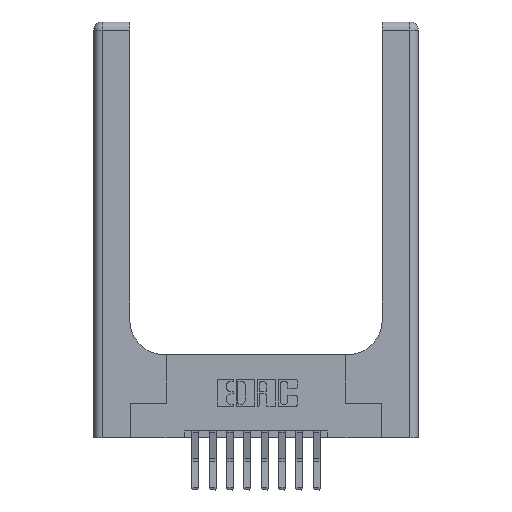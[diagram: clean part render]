
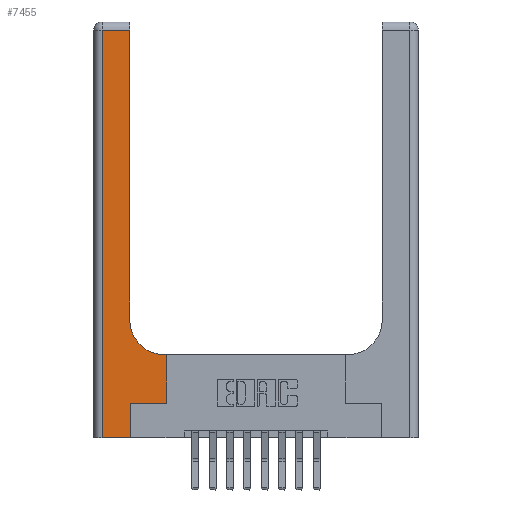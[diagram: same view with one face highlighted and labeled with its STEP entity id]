
A CAD part, top view. The second image highlights one B-rep face of the part: STEP entity #7455.
In plain terms, the highlighted planar face has unit normal (0, 0, 1).
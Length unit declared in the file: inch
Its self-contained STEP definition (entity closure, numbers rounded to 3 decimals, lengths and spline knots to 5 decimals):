
#193 = DIRECTION ( 'NONE',  ( 0., 1., 0. ) ) ;
#300 = CARTESIAN_POINT ( 'NONE',  ( 0.265, 0., 0.37 ) ) ;
#562 = EDGE_CURVE ( 'NONE', #3355, #11779, #3220, .T. ) ;
#601 = DIRECTION ( 'NONE',  ( 1., 0., 0. ) ) ;
#646 = VECTOR ( 'NONE', #6547, 39.37008 ) ;
#756 = VECTOR ( 'NONE', #193, 39.37008 ) ;
#922 = VERTEX_POINT ( 'NONE', #3743 ) ;
#952 = ORIENTED_EDGE ( 'NONE', *, *, #6786, .T. ) ;
#1443 = ORIENTED_EDGE ( 'NONE', *, *, #4486, .T. ) ;
#1525 = LINE ( 'NONE', #9570, #3009 ) ;
#1657 = LINE ( 'NONE', #2915, #5609 ) ;
#1925 = PLANE ( 'NONE',  #11866 ) ;
#1996 = LINE ( 'NONE', #4116, #646 ) ;
#2308 = LINE ( 'NONE', #7317, #756 ) ;
#2587 = EDGE_CURVE ( 'NONE', #11205, #3355, #1525, .T. ) ;
#2915 = CARTESIAN_POINT ( 'NONE',  ( 0.265, 0., 0.37 ) ) ;
#3009 = VECTOR ( 'NONE', #13464, 39.37008 ) ;
#3093 = ORIENTED_EDGE ( 'NONE', *, *, #562, .T. ) ;
#3167 = DIRECTION ( 'NONE',  ( -1., 0., 0. ) ) ;
#3206 = LINE ( 'NONE', #10084, #6364 ) ;
#3220 = CIRCLE ( 'NONE', #7214, 0.25 ) ;
#3234 = LINE ( 'NONE', #13756, #13898 ) ;
#3355 = VERTEX_POINT ( 'NONE', #3729 ) ;
#3729 = CARTESIAN_POINT ( 'NONE',  ( 0.51, 0.6, 0.37 ) ) ;
#3743 = CARTESIAN_POINT ( 'NONE',  ( 0.26, 2.94, 0.37 ) ) ;
#4116 = CARTESIAN_POINT ( 'NONE',  ( 0.06, 3., 0.37 ) ) ;
#4220 = ORIENTED_EDGE ( 'NONE', *, *, #6706, .T. ) ;
#4263 = FACE_OUTER_BOUND ( 'NONE', #6381, .T. ) ;
#4287 = CARTESIAN_POINT ( 'NONE',  ( 0.51, 0.85, 0.37 ) ) ;
#4319 = CARTESIAN_POINT ( 'NONE',  ( 0.26, 0.85, 0.37 ) ) ;
#4486 = EDGE_CURVE ( 'NONE', #15446, #5218, #3206, .T. ) ;
#4489 = LINE ( 'NONE', #8243, #10411 ) ;
#5218 = VERTEX_POINT ( 'NONE', #12404 ) ;
#5609 = VECTOR ( 'NONE', #6668, 39.37008 ) ;
#5758 = ORIENTED_EDGE ( 'NONE', *, *, #2587, .T. ) ;
#6364 = VECTOR ( 'NONE', #13649, 39.37008 ) ;
#6381 = EDGE_LOOP ( 'NONE', ( #11173, #10458, #4220, #952, #9612, #1443, #6768, #5758, #3093 ) ) ;
#6547 = DIRECTION ( 'NONE',  ( 0., -1., 0. ) ) ;
#6668 = DIRECTION ( 'NONE',  ( 0., 1., 0. ) ) ;
#6695 = LINE ( 'NONE', #14856, #14136 ) ;
#6706 = EDGE_CURVE ( 'NONE', #15161, #11269, #1996, .T. ) ;
#6768 = ORIENTED_EDGE ( 'NONE', *, *, #12864, .T. ) ;
#6786 = EDGE_CURVE ( 'NONE', #11269, #15407, #4489, .T. ) ;
#6828 = DIRECTION ( 'NONE',  ( 0., 1., 0. ) ) ;
#7214 = AXIS2_PLACEMENT_3D ( 'NONE', #4287, #9055, #601 ) ;
#7317 = CARTESIAN_POINT ( 'NONE',  ( 0.26, 3., 0.37 ) ) ;
#7455 = ADVANCED_FACE ( 'NONE', ( #4263 ), #1925, .F. ) ;
#7764 = CARTESIAN_POINT ( 'NONE',  ( 0.06, 2.94, 0.37 ) ) ;
#8169 = DIRECTION ( 'NONE',  ( 0., 0., -1. ) ) ;
#8243 = CARTESIAN_POINT ( 'NONE',  ( 0., 0., 0.37 ) ) ;
#9055 = DIRECTION ( 'NONE',  ( 0., 0., -1. ) ) ;
#9570 = CARTESIAN_POINT ( 'NONE',  ( 0.26, 0.6, 0.37 ) ) ;
#9612 = ORIENTED_EDGE ( 'NONE', *, *, #13304, .T. ) ;
#10084 = CARTESIAN_POINT ( 'NONE',  ( 0.265, 0.25, 0.37 ) ) ;
#10411 = VECTOR ( 'NONE', #13043, 39.37008 ) ;
#10458 = ORIENTED_EDGE ( 'NONE', *, *, #14758, .T. ) ;
#11078 = EDGE_CURVE ( 'NONE', #11779, #922, #2308, .T. ) ;
#11173 = ORIENTED_EDGE ( 'NONE', *, *, #11078, .T. ) ;
#11205 = VERTEX_POINT ( 'NONE', #11306 ) ;
#11269 = VERTEX_POINT ( 'NONE', #12805 ) ;
#11306 = CARTESIAN_POINT ( 'NONE',  ( 0.528, 0.6, 0.37 ) ) ;
#11467 = CARTESIAN_POINT ( 'NONE',  ( 0., 3., 0.37 ) ) ;
#11779 = VERTEX_POINT ( 'NONE', #4319 ) ;
#11786 = DIRECTION ( 'NONE',  ( -1., 0., 0. ) ) ;
#11866 = AXIS2_PLACEMENT_3D ( 'NONE', #11467, #8169, #11786 ) ;
#12404 = CARTESIAN_POINT ( 'NONE',  ( 0.528, 0.25, 0.37 ) ) ;
#12805 = CARTESIAN_POINT ( 'NONE',  ( 0.06, 0., 0.37 ) ) ;
#12864 = EDGE_CURVE ( 'NONE', #5218, #11205, #3234, .T. ) ;
#13043 = DIRECTION ( 'NONE',  ( 1., 0., 0. ) ) ;
#13304 = EDGE_CURVE ( 'NONE', #15407, #15446, #1657, .T. ) ;
#13464 = DIRECTION ( 'NONE',  ( -1., 0., 0. ) ) ;
#13649 = DIRECTION ( 'NONE',  ( 1., 0., 0. ) ) ;
#13756 = CARTESIAN_POINT ( 'NONE',  ( 0.528, 0.25, 0.37 ) ) ;
#13898 = VECTOR ( 'NONE', #6828, 39.37008 ) ;
#14136 = VECTOR ( 'NONE', #3167, 39.37008 ) ;
#14758 = EDGE_CURVE ( 'NONE', #922, #15161, #6695, .T. ) ;
#14856 = CARTESIAN_POINT ( 'NONE',  ( 0., 2.94, 0.37 ) ) ;
#14896 = CARTESIAN_POINT ( 'NONE',  ( 0.265, 0.25, 0.37 ) ) ;
#15161 = VERTEX_POINT ( 'NONE', #7764 ) ;
#15407 = VERTEX_POINT ( 'NONE', #300 ) ;
#15446 = VERTEX_POINT ( 'NONE', #14896 ) ;
